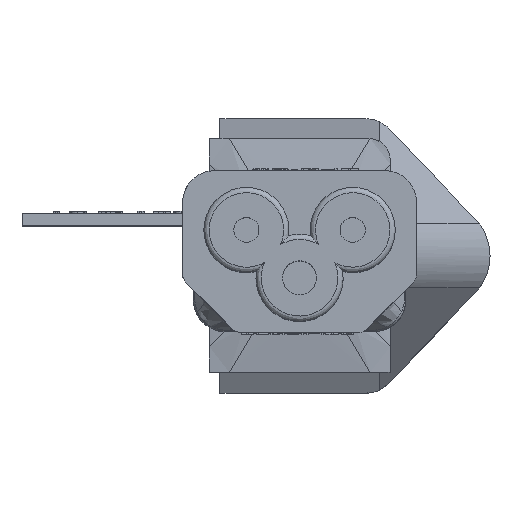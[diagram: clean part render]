
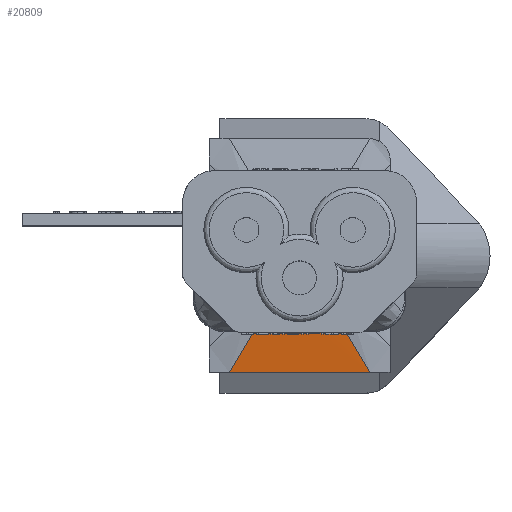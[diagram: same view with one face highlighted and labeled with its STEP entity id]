
A CAD part, top view. The second image highlights one B-rep face of the part: STEP entity #20809.
In plain terms, the highlighted cylindrical face has radius 61 mm (diameter 122 mm), a partial arc.
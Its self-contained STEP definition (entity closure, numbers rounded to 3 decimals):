
#743 = VERTEX_POINT ( 'NONE', #11693 ) ;
#977 = CARTESIAN_POINT ( 'NONE',  ( 24.789, -5.073, 10.562 ) ) ;
#3192 = CARTESIAN_POINT ( 'NONE',  ( 24.747, -5.548, 9.598 ) ) ;
#3703 = CARTESIAN_POINT ( 'NONE',  ( 24.789, -5.073, 4.438 ) ) ;
#8501 = AXIS2_PLACEMENT_3D ( 'NONE', #60011, #13768, #9531 ) ;
#8589 = CARTESIAN_POINT ( 'NONE',  ( 24.72, -5.834, 6.429 ) ) ;
#9264 = CARTESIAN_POINT ( 'NONE',  ( 24.726, -5.779, 6.163 ) ) ;
#9531 = DIRECTION ( 'NONE',  ( 1., 0., 0. ) ) ;
#10565 = CARTESIAN_POINT ( 'NONE',  ( 24., -11., 0.88 ) ) ;
#11693 = CARTESIAN_POINT ( 'NONE',  ( 24., -11., 14.12 ) ) ;
#12802 = ORIENTED_EDGE ( 'NONE', *, *, #41287, .T. ) ;
#13764 = CARTESIAN_POINT ( 'NONE',  ( 24.623, -7.055, 3.243 ) ) ;
#13768 = DIRECTION ( 'NONE',  ( 0., 0., 1. ) ) ;
#14253 = B_SPLINE_CURVE_WITH_KNOTS ( 'NONE', 3,
 ( #977, #36709, #32238, #57260 ),
 .UNSPECIFIED., .F., .F.,
 ( 4, 4 ),
 ( 0., 0.007 ),
 .UNSPECIFIED. ) ;
#14751 = LINE ( 'NONE', #19626, #40343 ) ;
#17888 = EDGE_LOOP ( 'NONE', ( #36992, #12802, #26584, #49868 ) ) ;
#19558 = CARTESIAN_POINT ( 'NONE',  ( 24.712, -5.925, 8.04 ) ) ;
#19626 = CARTESIAN_POINT ( 'NONE',  ( 24., -11., 16. ) ) ;
#20809 = ADVANCED_FACE ( 'NONE', ( #45731 ), #58567, .T. ) ;
#23349 = B_SPLINE_CURVE_WITH_KNOTS ( 'NONE', 3,
 ( #34330, #59577, #13764, #3703 ),
 .UNSPECIFIED., .F., .F.,
 ( 4, 4 ),
 ( 0., 0.007 ),
 .UNSPECIFIED. ) ;
#24020 = CARTESIAN_POINT ( 'NONE',  ( 24.789, -5.073, 10.562 ) ) ;
#25449 = VERTEX_POINT ( 'NONE', #27839 ) ;
#25549 = EDGE_CURVE ( 'NONE', #57165, #25449, #34491, .T. ) ;
#26584 = ORIENTED_EDGE ( 'NONE', *, *, #25549, .T. ) ;
#27839 = CARTESIAN_POINT ( 'NONE',  ( 24.789, -5.073, 10.562 ) ) ;
#29389 = CARTESIAN_POINT ( 'NONE',  ( 24.719, -5.853, 8.568 ) ) ;
#31122 = VERTEX_POINT ( 'NONE', #10565 ) ;
#32238 = CARTESIAN_POINT ( 'NONE',  ( 24.361, -9.032, 12.945 ) ) ;
#33838 = CARTESIAN_POINT ( 'NONE',  ( 24.713, -5.907, 6.962 ) ) ;
#34059 = CARTESIAN_POINT ( 'NONE',  ( 24.766, -5.335, 10.092 ) ) ;
#34330 = CARTESIAN_POINT ( 'NONE',  ( 24., -11., 0.88 ) ) ;
#34491 = B_SPLINE_CURVE_WITH_KNOTS ( 'NONE', 3,
 ( #55071, #64648, #59962, #9264, #8589, #33838, #50170, #19558, #29389, #39643, #3192, #34059, #49271, #24020 ),
 .UNSPECIFIED., .F., .F.,
 ( 4, 2, 2, 2, 2, 2, 4 ),
 ( -0.003, -0.002, -0.001, 0., 0.002, 0.002, 0.003 ),
 .UNSPECIFIED. ) ;
#36709 = CARTESIAN_POINT ( 'NONE',  ( 24.623, -7.055, 11.757 ) ) ;
#36992 = ORIENTED_EDGE ( 'NONE', *, *, #64746, .F. ) ;
#38519 = EDGE_CURVE ( 'NONE', #25449, #743, #14253, .T. ) ;
#39643 = CARTESIAN_POINT ( 'NONE',  ( 24.739, -5.638, 9.342 ) ) ;
#40343 = VECTOR ( 'NONE', #49778, 1000. ) ;
#41287 = EDGE_CURVE ( 'NONE', #31122, #57165, #23349, .T. ) ;
#45731 = FACE_OUTER_BOUND ( 'NONE', #17888, .T. ) ;
#49271 = CARTESIAN_POINT ( 'NONE',  ( 24.777, -5.212, 10.331 ) ) ;
#49778 = DIRECTION ( 'NONE',  ( 0., 0., 1. ) ) ;
#49868 = ORIENTED_EDGE ( 'NONE', *, *, #38519, .T. ) ;
#50170 = CARTESIAN_POINT ( 'NONE',  ( 24.712, -5.925, 7.23 ) ) ;
#55071 = CARTESIAN_POINT ( 'NONE',  ( 24.789, -5.073, 4.438 ) ) ;
#56448 = CARTESIAN_POINT ( 'NONE',  ( 24.789, -5.073, 4.438 ) ) ;
#57165 = VERTEX_POINT ( 'NONE', #56448 ) ;
#57260 = CARTESIAN_POINT ( 'NONE',  ( 24., -11., 14.12 ) ) ;
#58567 = CYLINDRICAL_SURFACE ( 'NONE', #8501, 61. ) ;
#59577 = CARTESIAN_POINT ( 'NONE',  ( 24.361, -9.032, 2.055 ) ) ;
#59962 = CARTESIAN_POINT ( 'NONE',  ( 24.746, -5.563, 5.389 ) ) ;
#60011 = CARTESIAN_POINT ( 'NONE',  ( -36., 0., 16. ) ) ;
#64648 = CARTESIAN_POINT ( 'NONE',  ( 24.765, -5.352, 4.9 ) ) ;
#64746 = EDGE_CURVE ( 'NONE', #31122, #743, #14751, .T. ) ;
